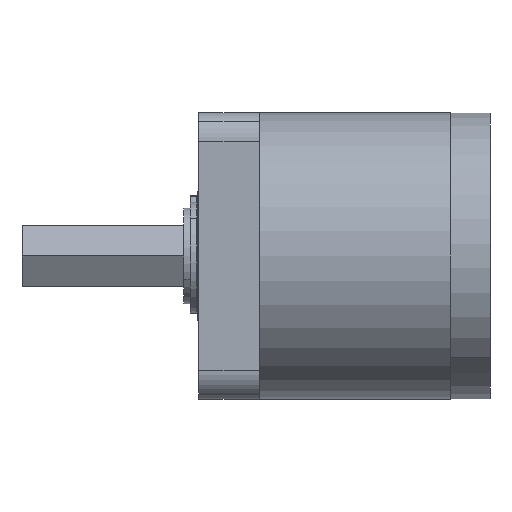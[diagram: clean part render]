
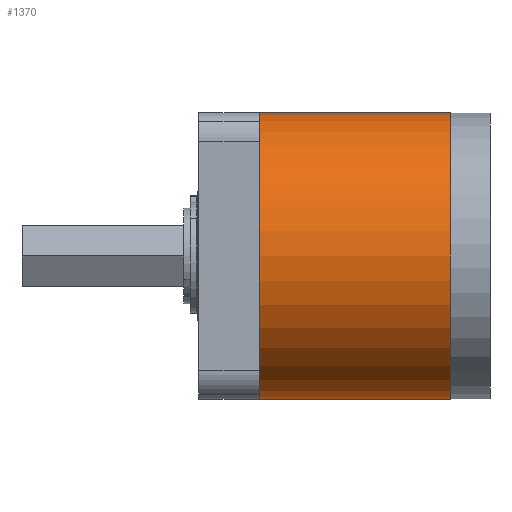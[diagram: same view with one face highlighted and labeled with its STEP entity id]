
A CAD part, left-side view. The second image highlights one B-rep face of the part: STEP entity #1370.
In plain terms, the highlighted cylindrical face has radius 22.5 mm (diameter 45 mm), a partial arc.
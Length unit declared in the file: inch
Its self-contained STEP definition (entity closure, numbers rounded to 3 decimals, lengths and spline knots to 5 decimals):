
#72 = DIRECTION ( 'NONE',  ( 0., 1., 0. ) ) ;
#189 = CARTESIAN_POINT ( 'NONE',  ( 0., 1.1811, 0. ) ) ;
#447 = ORIENTED_EDGE ( 'NONE', *, *, #24739, .T. ) ;
#1156 = VERTEX_POINT ( 'NONE', #3622 ) ;
#1370 = ADVANCED_FACE ( 'NONE', ( #5264 ), #13547, .T. ) ;
#1417 = LINE ( 'NONE', #22344, #12173 ) ;
#1928 = LINE ( 'NONE', #12080, #22837 ) ;
#2193 = DIRECTION ( 'NONE',  ( 0., 0., 1. ) ) ;
#3200 = ORIENTED_EDGE ( 'NONE', *, *, #12675, .T. ) ;
#3622 = CARTESIAN_POINT ( 'NONE',  ( 0., 1.1811, -0.88583 ) ) ;
#5264 = FACE_OUTER_BOUND ( 'NONE', #18108, .T. ) ;
#5718 = ORIENTED_EDGE ( 'NONE', *, *, #17489, .F. ) ;
#6645 = CIRCLE ( 'NONE', #15490, 0.88583 ) ;
#11089 = VERTEX_POINT ( 'NONE', #23940 ) ;
#11440 = CARTESIAN_POINT ( 'NONE',  ( 0., 1.1811, 0. ) ) ;
#11734 = VERTEX_POINT ( 'NONE', #25713 ) ;
#11838 = DIRECTION ( 'NONE',  ( 0., -1., 0. ) ) ;
#12023 = DIRECTION ( 'NONE',  ( 0., 0., -1. ) ) ;
#12080 = CARTESIAN_POINT ( 'NONE',  ( 0., 1.1811, 0.88583 ) ) ;
#12158 = CARTESIAN_POINT ( 'NONE',  ( 0., 0., 0. ) ) ;
#12173 = VECTOR ( 'NONE', #24283, 39.37008 ) ;
#12675 = EDGE_CURVE ( 'NONE', #11734, #11089, #21671, .T. ) ;
#12682 = VERTEX_POINT ( 'NONE', #24327 ) ;
#13547 = CYLINDRICAL_SURFACE ( 'NONE', #18721, 0.88583 ) ;
#14207 = DIRECTION ( 'NONE',  ( 0., 0., 1. ) ) ;
#14322 = DIRECTION ( 'NONE',  ( 0., 1., 0. ) ) ;
#15184 = AXIS2_PLACEMENT_3D ( 'NONE', #12158, #72, #14207 ) ;
#15490 = AXIS2_PLACEMENT_3D ( 'NONE', #189, #14322, #2193 ) ;
#16280 = DIRECTION ( 'NONE',  ( 0., -1., 0. ) ) ;
#17489 = EDGE_CURVE ( 'NONE', #1156, #12682, #6645, .T. ) ;
#18108 = EDGE_LOOP ( 'NONE', ( #19084, #5718, #447, #3200 ) ) ;
#18721 = AXIS2_PLACEMENT_3D ( 'NONE', #11440, #11838, #12023 ) ;
#19084 = ORIENTED_EDGE ( 'NONE', *, *, #20196, .F. ) ;
#20196 = EDGE_CURVE ( 'NONE', #12682, #11089, #1928, .T. ) ;
#21671 = CIRCLE ( 'NONE', #15184, 0.88583 ) ;
#22344 = CARTESIAN_POINT ( 'NONE',  ( 0., 1.1811, -0.88583 ) ) ;
#22837 = VECTOR ( 'NONE', #16280, 39.37008 ) ;
#23940 = CARTESIAN_POINT ( 'NONE',  ( 0., 0., 0.88583 ) ) ;
#24283 = DIRECTION ( 'NONE',  ( 0., -1., 0. ) ) ;
#24327 = CARTESIAN_POINT ( 'NONE',  ( 0., 1.1811, 0.88583 ) ) ;
#24739 = EDGE_CURVE ( 'NONE', #1156, #11734, #1417, .T. ) ;
#25713 = CARTESIAN_POINT ( 'NONE',  ( 0., 0., -0.88583 ) ) ;
